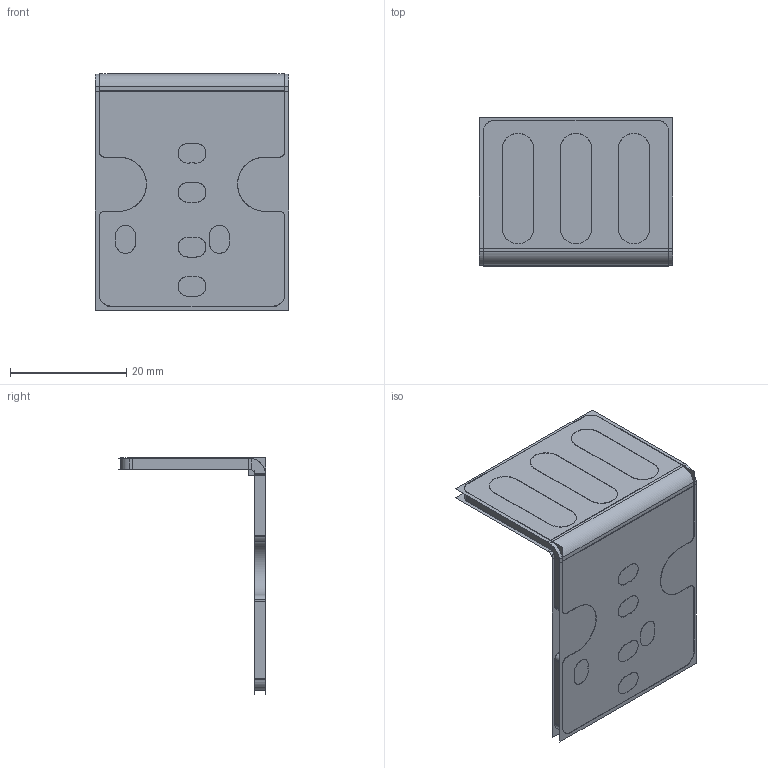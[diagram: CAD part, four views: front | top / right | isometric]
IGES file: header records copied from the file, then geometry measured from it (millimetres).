
Start section:  PTC IGES file: 178372.igs
Global section: file name: 178372.igs; native system: Creo Parametric by Parametric Technology Corporation; preprocessor: 2016010; author: pdmadmin; organization: Unknown; date: 20160420.135943; units: millimetre
Bounding box: 33.28 x 25.51 x 40.81 mm (x, y, z)
Volume: 2807.6 mm3; surface area: 16485.7 mm2
Topology: 1 solids, 1 shells, 132 faces, 716 edges, 920 vertices
Faces by surface type: revolution 84, bspline 48
